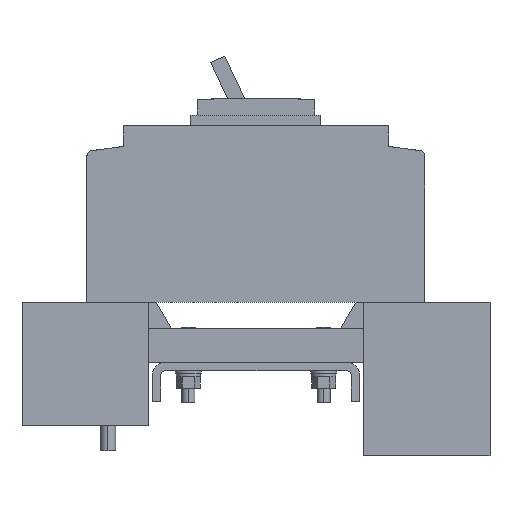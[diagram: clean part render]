
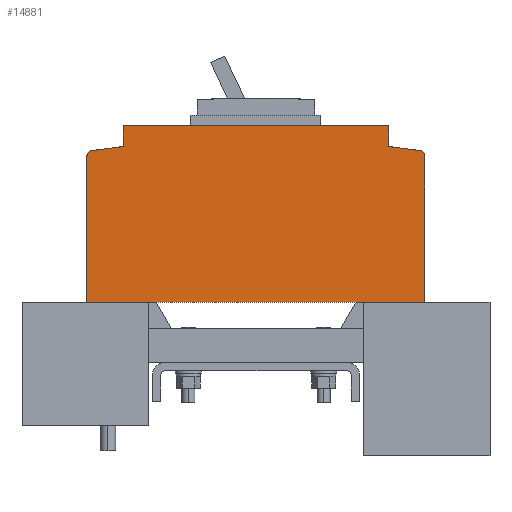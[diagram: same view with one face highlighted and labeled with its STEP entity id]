
A CAD part, left-side view. The second image highlights one B-rep face of the part: STEP entity #14881.
In plain terms, the highlighted planar face has unit normal (-1, 0, 0).
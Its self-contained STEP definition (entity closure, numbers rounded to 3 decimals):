
#547 = CIRCLE ( 'NONE', #10771, 2. ) ;
#675 = EDGE_CURVE ( 'NONE', #13465, #15470, #547, .T. ) ;
#852 = ORIENTED_EDGE ( 'NONE', *, *, #14999, .T. ) ;
#860 = EDGE_CURVE ( 'NONE', #12476, #4590, #12047, .T. ) ;
#923 = CARTESIAN_POINT ( 'NONE',  ( -30., 65., 68. ) ) ;
#1285 = CARTESIAN_POINT ( 'NONE',  ( -30., 51., 68. ) ) ;
#1448 = CARTESIAN_POINT ( 'NONE',  ( -30., 65., 68. ) ) ;
#1473 = CARTESIAN_POINT ( 'NONE',  ( -30., -51., 60. ) ) ;
#2249 = CARTESIAN_POINT ( 'NONE',  ( -30., 64.02, 75.347 ) ) ;
#2408 = CARTESIAN_POINT ( 'NONE',  ( -30., -51., 68. ) ) ;
#2631 = CARTESIAN_POINT ( 'NONE',  ( -30., 65., 68. ) ) ;
#2905 = DIRECTION ( 'NONE',  ( 0., 0.991, -0.132 ) ) ;
#3134 = EDGE_CURVE ( 'NONE', #18747, #14099, #6742, .T. ) ;
#3536 = VECTOR ( 'NONE', #19256, 1000. ) ;
#4024 = ORIENTED_EDGE ( 'NONE', *, *, #10351, .T. ) ;
#4048 = CARTESIAN_POINT ( 'NONE',  ( -30., -51., 60. ) ) ;
#4110 = LINE ( 'NONE', #19519, #7895 ) ;
#4244 = DIRECTION ( 'NONE',  ( 1., 0., 0. ) ) ;
#4296 = ORIENTED_EDGE ( 'NONE', *, *, #860, .F. ) ;
#4537 = EDGE_CURVE ( 'NONE', #10957, #14099, #4110, .T. ) ;
#4590 = VERTEX_POINT ( 'NONE', #18126 ) ;
#4753 = VECTOR ( 'NONE', #10507, 1000. ) ;
#5196 = CARTESIAN_POINT ( 'NONE',  ( -30., 63., 56.381 ) ) ;
#5483 = DIRECTION ( 'NONE',  ( -1., 0., 0. ) ) ;
#5579 = DIRECTION ( 'NONE',  ( 0., 1., 0. ) ) ;
#5787 = EDGE_CURVE ( 'NONE', #15417, #17530, #19062, .T. ) ;
#5968 = ORIENTED_EDGE ( 'NONE', *, *, #3134, .F. ) ;
#6164 = LINE ( 'NONE', #12564, #14673 ) ;
#6742 = LINE ( 'NONE', #18486, #15238 ) ;
#7265 = CARTESIAN_POINT ( 'NONE',  ( -30., 51., 60. ) ) ;
#7413 = CARTESIAN_POINT ( 'NONE',  ( -30., 65., 56.381 ) ) ;
#7502 = LINE ( 'NONE', #923, #19767 ) ;
#7710 = DIRECTION ( 'NONE',  ( -1., 0., 0. ) ) ;
#7834 = CIRCLE ( 'NONE', #18857, 2. ) ;
#7895 = VECTOR ( 'NONE', #8347, 1000. ) ;
#8258 = ORIENTED_EDGE ( 'NONE', *, *, #12966, .T. ) ;
#8347 = DIRECTION ( 'NONE',  ( 0., -1., 0. ) ) ;
#9050 = LINE ( 'NONE', #4048, #4753 ) ;
#10205 = ORIENTED_EDGE ( 'NONE', *, *, #5787, .F. ) ;
#10208 = VECTOR ( 'NONE', #20703, 1000. ) ;
#10351 = EDGE_CURVE ( 'NONE', #12476, #19050, #9050, .T. ) ;
#10507 = DIRECTION ( 'NONE',  ( 0., 0., 1. ) ) ;
#10530 = DIRECTION ( 'NONE',  ( 0., 0., -1. ) ) ;
#10771 = AXIS2_PLACEMENT_3D ( 'NONE', #5196, #5483, #5579 ) ;
#10860 = AXIS2_PLACEMENT_3D ( 'NONE', #2631, #4244, #15446 ) ;
#10957 = VERTEX_POINT ( 'NONE', #13760 ) ;
#12047 = LINE ( 'NONE', #2249, #3536 ) ;
#12221 = PLANE ( 'NONE',  #10860 ) ;
#12476 = VERTEX_POINT ( 'NONE', #1473 ) ;
#12564 = CARTESIAN_POINT ( 'NONE',  ( -30., 63.706, 58.305 ) ) ;
#12966 = EDGE_CURVE ( 'NONE', #18747, #4590, #7834, .T. ) ;
#13332 = ORIENTED_EDGE ( 'NONE', *, *, #4537, .T. ) ;
#13465 = VERTEX_POINT ( 'NONE', #13897 ) ;
#13760 = CARTESIAN_POINT ( 'NONE',  ( -30., 65., 0. ) ) ;
#13897 = CARTESIAN_POINT ( 'NONE',  ( -30., 63.265, 58.364 ) ) ;
#14087 = EDGE_CURVE ( 'NONE', #15470, #10957, #7502, .T. ) ;
#14099 = VERTEX_POINT ( 'NONE', #18571 ) ;
#14673 = VECTOR ( 'NONE', #2905, 1000. ) ;
#14809 = VECTOR ( 'NONE', #17775, 1000. ) ;
#14881 = ADVANCED_FACE ( 'NONE', ( #20201 ), #12221, .F. ) ;
#14999 = EDGE_CURVE ( 'NONE', #15417, #13465, #6164, .T. ) ;
#15238 = VECTOR ( 'NONE', #16810, 1000. ) ;
#15417 = VERTEX_POINT ( 'NONE', #7265 ) ;
#15446 = DIRECTION ( 'NONE',  ( 0., 1., 0. ) ) ;
#15470 = VERTEX_POINT ( 'NONE', #7413 ) ;
#15742 = EDGE_LOOP ( 'NONE', ( #5968, #8258, #4296, #4024, #16130, #10205, #852, #16383, #17293, #13332 ) ) ;
#16130 = ORIENTED_EDGE ( 'NONE', *, *, #16698, .F. ) ;
#16172 = CARTESIAN_POINT ( 'NONE',  ( -30., 51., 60. ) ) ;
#16383 = ORIENTED_EDGE ( 'NONE', *, *, #675, .T. ) ;
#16698 = EDGE_CURVE ( 'NONE', #17530, #19050, #20220, .T. ) ;
#16810 = DIRECTION ( 'NONE',  ( 0., 0., -1. ) ) ;
#17287 = CARTESIAN_POINT ( 'NONE',  ( -30., -63., 56.381 ) ) ;
#17293 = ORIENTED_EDGE ( 'NONE', *, *, #14087, .T. ) ;
#17530 = VERTEX_POINT ( 'NONE', #1285 ) ;
#17775 = DIRECTION ( 'NONE',  ( 0., 0., 1. ) ) ;
#18126 = CARTESIAN_POINT ( 'NONE',  ( -30., -63.265, 58.364 ) ) ;
#18486 = CARTESIAN_POINT ( 'NONE',  ( -30., -65., 68. ) ) ;
#18571 = CARTESIAN_POINT ( 'NONE',  ( -30., -65., 0. ) ) ;
#18747 = VERTEX_POINT ( 'NONE', #18943 ) ;
#18857 = AXIS2_PLACEMENT_3D ( 'NONE', #17287, #7710, #18882 ) ;
#18882 = DIRECTION ( 'NONE',  ( 0., 1., 0. ) ) ;
#18943 = CARTESIAN_POINT ( 'NONE',  ( -30., -65., 56.381 ) ) ;
#19050 = VERTEX_POINT ( 'NONE', #2408 ) ;
#19062 = LINE ( 'NONE', #16172, #14809 ) ;
#19256 = DIRECTION ( 'NONE',  ( 0., -0.991, -0.132 ) ) ;
#19519 = CARTESIAN_POINT ( 'NONE',  ( -30., 65., 0. ) ) ;
#19767 = VECTOR ( 'NONE', #10530, 1000. ) ;
#20201 = FACE_OUTER_BOUND ( 'NONE', #15742, .T. ) ;
#20220 = LINE ( 'NONE', #1448, #10208 ) ;
#20703 = DIRECTION ( 'NONE',  ( 0., -1., 0. ) ) ;
